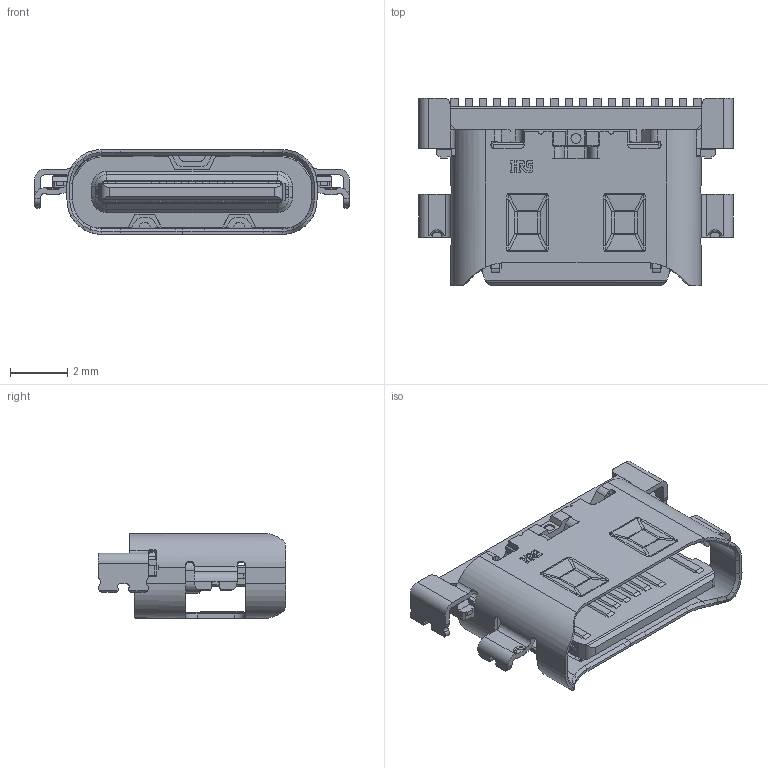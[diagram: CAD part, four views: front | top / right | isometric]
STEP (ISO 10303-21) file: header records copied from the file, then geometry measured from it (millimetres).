
FILE_DESCRIPTION(/* description */ (''),/* implementation_level */ '2;1');
FILE_NAME(/* name */ 'USBC_16P_HRS-CEC-CM90.step',/* time_stamp */ '2024-07-15T18:43:48+08:00',/* author */ (''),/* organization */ (''),/* preprocessor_version */ 'ST-DEVELOPER v20',/* originating_system */ 'Autodesk Translation Framework v13.14.0.145',/* authorisation */ '');
FILE_SCHEMA (('AUTOMOTIVE_DESIGN { 1 0 10303 214 3 1 1 }'));
Products named in the file (2): (Unsaved); CX90M-16P
Assembly tree (1 placements, depth 2):
  (Unsaved)
    CX90M-16P
Bounding box: 11 x 6.55 x 2.96 mm (x, y, z)
Surface area: 354.6 mm2 (no closed solid volume)
Topology: 0 solids, 1 shells, 1302 faces, 3558 edges, 2229 vertices
Faces by surface type: plane 777, cylinder 345, bspline 114, cone 42, sphere 16, torus 8
Full cylindrical faces by diameter (mm): 0.35 x1, 0.4 x3
Entity records: 47963 total; most frequent: CARTESIAN_POINT 14722, ORIENTED_EDGE 7107, DIRECTION 6667, EDGE_CURVE 3558, LINE 2471, VECTOR 2471, VERTEX_POINT 2229, AXIS2_PLACEMENT_3D 2098
